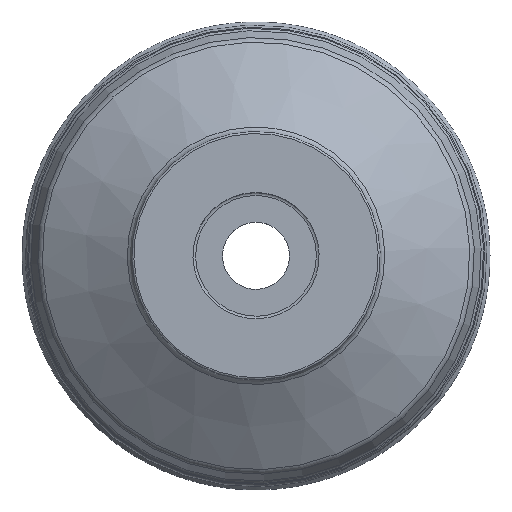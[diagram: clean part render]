
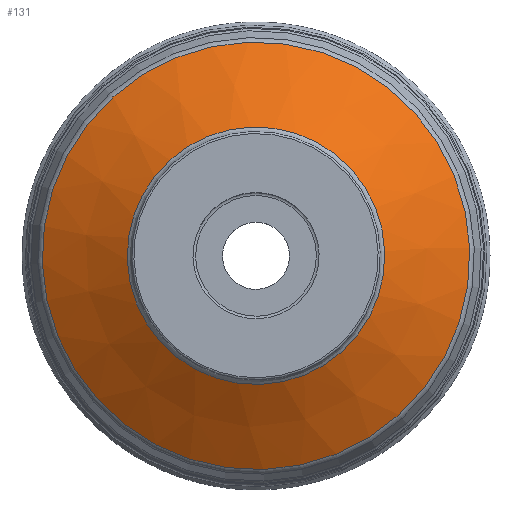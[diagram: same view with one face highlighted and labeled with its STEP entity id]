
A CAD part, top view. The second image highlights one B-rep face of the part: STEP entity #131.
In plain terms, the highlighted conical face has half-angle 57.469 degrees and reference radius 43.662 mm.
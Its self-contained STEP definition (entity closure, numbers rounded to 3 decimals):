
#110=CONICAL_SURFACE('',#579,43.662,57.469);
#131=ADVANCED_FACE('CN_SU3',(#190,#191),#110,.T.);
#190=FACE_BOUND('',#251,.T.);
#191=FACE_BOUND('',#252,.T.);
#251=EDGE_LOOP('',(#311));
#252=EDGE_LOOP('',(#312));
#311=ORIENTED_EDGE('',*,*,#389,.T.);
#312=ORIENTED_EDGE('',*,*,#390,.T.);
#358=VERTEX_POINT('',#827);
#359=VERTEX_POINT('',#829);
#389=EDGE_CURVE('',#358,#358,#419,.T.);
#390=EDGE_CURVE('',#359,#359,#420,.T.);
#419=CIRCLE('',#577,43.049);
#420=CIRCLE('',#578,25.924);
#577=AXIS2_PLACEMENT_3D('',#826,#693,#694);
#578=AXIS2_PLACEMENT_3D('',#828,#695,#696);
#579=AXIS2_PLACEMENT_3D('',#830,#697,#698);
#693=DIRECTION('',(0.,0.,1.));
#694=DIRECTION('',(0.978,0.208,0.));
#695=DIRECTION('',(0.,0.,-1.));
#696=DIRECTION('',(-0.978,-0.208,0.));
#697=DIRECTION('',(0.,0.,-1.));
#698=DIRECTION('',(-0.978,-0.208,0.));
#826=CARTESIAN_POINT('',(0.,0.,-26.609));
#827=CARTESIAN_POINT('',(42.108,8.95,-26.609));
#828=CARTESIAN_POINT('',(0.,0.,-15.686));
#829=CARTESIAN_POINT('',(-25.358,-5.39,-15.686));
#830=CARTESIAN_POINT('',(0.,0.,-27.));
